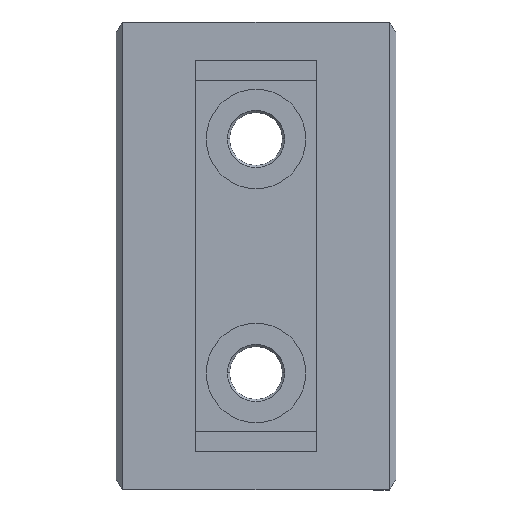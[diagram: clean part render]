
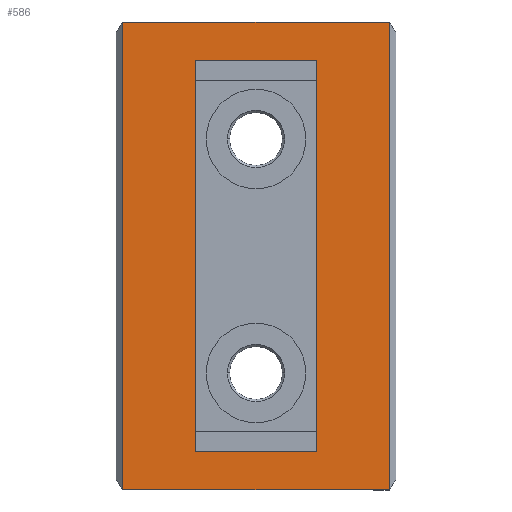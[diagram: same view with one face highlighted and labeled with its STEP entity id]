
A CAD part, front view. The second image highlights one B-rep face of the part: STEP entity #586.
In plain terms, the highlighted planar face has unit normal (0, -1, 0).
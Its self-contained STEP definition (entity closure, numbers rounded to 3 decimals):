
#8 = EDGE_CURVE ( 'NONE', #124, #78, #672, .T. ) ;
#11 = VERTEX_POINT ( 'NONE', #732 ) ;
#71 = DIRECTION ( 'NONE',  ( -1., 0., 0. ) ) ;
#77 = EDGE_CURVE ( 'NONE', #78, #1489, #691, .T. ) ;
#78 = VERTEX_POINT ( 'NONE', #506 ) ;
#94 = CARTESIAN_POINT ( 'NONE',  ( -11.373, 4.1, 20. ) ) ;
#118 = EDGE_LOOP ( 'NONE', ( #477, #781, #843, #997 ) ) ;
#124 = VERTEX_POINT ( 'NONE', #248 ) ;
#125 = CARTESIAN_POINT ( 'NONE',  ( 5.2, 4.1, 20. ) ) ;
#134 = VECTOR ( 'NONE', #71, 1000. ) ;
#145 = EDGE_CURVE ( 'NONE', #1489, #936, #901, .T. ) ;
#167 = VERTEX_POINT ( 'NONE', #94 ) ;
#179 = DIRECTION ( 'NONE',  ( 0., 0., -1. ) ) ;
#182 = LINE ( 'NONE', #238, #134 ) ;
#202 = DIRECTION ( 'NONE',  ( 1., 0., 0. ) ) ;
#217 = EDGE_CURVE ( 'NONE', #907, #1152, #1209, .T. ) ;
#222 = CARTESIAN_POINT ( 'NONE',  ( 5.15, 4.1, -20. ) ) ;
#238 = CARTESIAN_POINT ( 'NONE',  ( 5.15, 4.1, 20. ) ) ;
#248 = CARTESIAN_POINT ( 'NONE',  ( -5.2, 4.1, -16.75 ) ) ;
#315 = ORIENTED_EDGE ( 'NONE', *, *, #1798, .T. ) ;
#317 = CARTESIAN_POINT ( 'NONE',  ( 5.15, 4.1, 16.75 ) ) ;
#327 = DIRECTION ( 'NONE',  ( 1., 0., 0. ) ) ;
#373 = ORIENTED_EDGE ( 'NONE', *, *, #524, .T. ) ;
#399 = CARTESIAN_POINT ( 'NONE',  ( 11.373, 4.1, -20. ) ) ;
#400 = ORIENTED_EDGE ( 'NONE', *, *, #816, .T. ) ;
#477 = ORIENTED_EDGE ( 'NONE', *, *, #77, .T. ) ;
#501 = CARTESIAN_POINT ( 'NONE',  ( 5.2, 4.1, -16.75 ) ) ;
#506 = CARTESIAN_POINT ( 'NONE',  ( -5.2, 4.1, 16.75 ) ) ;
#524 = EDGE_CURVE ( 'NONE', #167, #907, #1515, .T. ) ;
#586 = ADVANCED_FACE ( 'NONE', ( #1757, #1477 ), #1111, .T. ) ;
#641 = CARTESIAN_POINT ( 'NONE',  ( -11.373, 4.1, -20. ) ) ;
#645 = EDGE_LOOP ( 'NONE', ( #315, #373, #1079, #400 ) ) ;
#666 = VECTOR ( 'NONE', #980, 1000. ) ;
#668 = VECTOR ( 'NONE', #796, 1000. ) ;
#672 = LINE ( 'NONE', #753, #668 ) ;
#691 = LINE ( 'NONE', #317, #737 ) ;
#711 = VECTOR ( 'NONE', #179, 1000. ) ;
#732 = CARTESIAN_POINT ( 'NONE',  ( 11.373, 4.1, 20. ) ) ;
#737 = VECTOR ( 'NONE', #327, 1000. ) ;
#753 = CARTESIAN_POINT ( 'NONE',  ( -5.2, 4.1, 20. ) ) ;
#781 = ORIENTED_EDGE ( 'NONE', *, *, #145, .T. ) ;
#796 = DIRECTION ( 'NONE',  ( 0., 0., 1. ) ) ;
#816 = EDGE_CURVE ( 'NONE', #1152, #11, #1480, .T. ) ;
#843 = ORIENTED_EDGE ( 'NONE', *, *, #1248, .T. ) ;
#879 = DIRECTION ( 'NONE',  ( -1., 0., 0. ) ) ;
#886 = CARTESIAN_POINT ( 'NONE',  ( 5.2, 4.1, 16.75 ) ) ;
#901 = LINE ( 'NONE', #125, #711 ) ;
#907 = VERTEX_POINT ( 'NONE', #641 ) ;
#936 = VERTEX_POINT ( 'NONE', #501 ) ;
#980 = DIRECTION ( 'NONE',  ( -1., 0., 0. ) ) ;
#982 = AXIS2_PLACEMENT_3D ( 'NONE', #1570, #1719, #879 ) ;
#997 = ORIENTED_EDGE ( 'NONE', *, *, #8, .T. ) ;
#1016 = DIRECTION ( 'NONE',  ( 0., 0., 1. ) ) ;
#1019 = CARTESIAN_POINT ( 'NONE',  ( -11.373, 4.1, 20. ) ) ;
#1079 = ORIENTED_EDGE ( 'NONE', *, *, #217, .T. ) ;
#1093 = VECTOR ( 'NONE', #1016, 1000. ) ;
#1111 = PLANE ( 'NONE',  #982 ) ;
#1152 = VERTEX_POINT ( 'NONE', #399 ) ;
#1209 = LINE ( 'NONE', #222, #1231 ) ;
#1231 = VECTOR ( 'NONE', #202, 1000. ) ;
#1248 = EDGE_CURVE ( 'NONE', #936, #124, #1353, .T. ) ;
#1353 = LINE ( 'NONE', #1543, #666 ) ;
#1418 = CARTESIAN_POINT ( 'NONE',  ( 11.373, 4.1, 20. ) ) ;
#1477 = FACE_BOUND ( 'NONE', #118, .T. ) ;
#1480 = LINE ( 'NONE', #1418, #1093 ) ;
#1489 = VERTEX_POINT ( 'NONE', #886 ) ;
#1515 = LINE ( 'NONE', #1019, #1616 ) ;
#1543 = CARTESIAN_POINT ( 'NONE',  ( 5.15, 4.1, -16.75 ) ) ;
#1570 = CARTESIAN_POINT ( 'NONE',  ( 5.15, 4.1, 20. ) ) ;
#1612 = DIRECTION ( 'NONE',  ( 0., 0., -1. ) ) ;
#1616 = VECTOR ( 'NONE', #1612, 1000. ) ;
#1719 = DIRECTION ( 'NONE',  ( 0., -1., 0. ) ) ;
#1757 = FACE_OUTER_BOUND ( 'NONE', #645, .T. ) ;
#1798 = EDGE_CURVE ( 'NONE', #11, #167, #182, .T. ) ;
